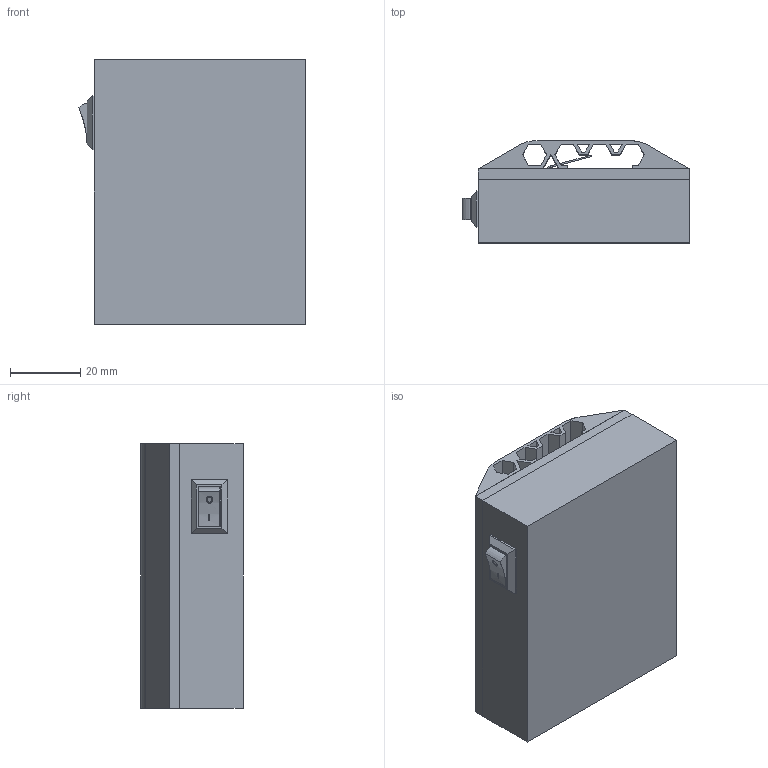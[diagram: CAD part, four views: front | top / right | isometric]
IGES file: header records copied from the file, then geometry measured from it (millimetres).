
Start section: SolidWorks IGES file using analytic representation for surfaces
Global section: file name: step.IGS; native system: SolidWorks 2025; preprocessor: SolidWorks 2025; author: muham; date: 250810.203459; units: millimetre
Bounding box: 64.4 x 29 x 75 mm (x, y, z)
Surface area: 51380.3 mm2 (no closed solid volume)
Topology: 0 solids, 0 shells, 2543 faces, 17459 edges, 17413 vertices
Faces by surface type: bspline 2182, revolution 361
